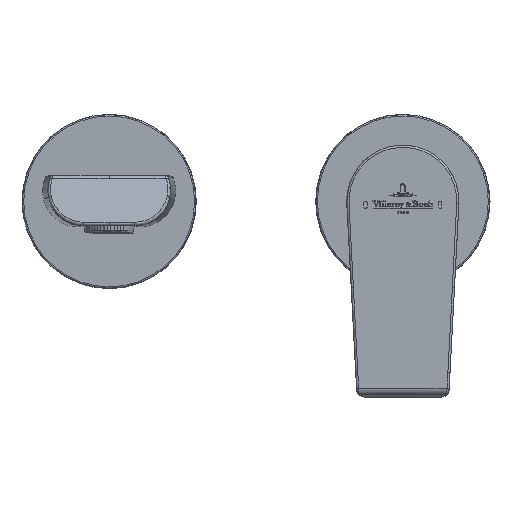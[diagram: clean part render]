
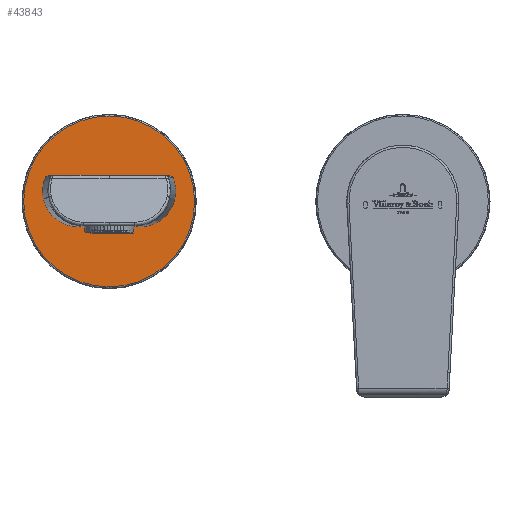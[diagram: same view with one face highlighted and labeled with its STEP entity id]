
A CAD part, top view. The second image highlights one B-rep face of the part: STEP entity #43843.
In plain terms, the highlighted planar face has unit normal (0, 0, 1).
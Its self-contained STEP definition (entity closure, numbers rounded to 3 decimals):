
#26813=CARTESIAN_POINT('',(-110.007,-9.475,77.));
#26814=CARTESIAN_POINT('',(-113.861,-9.472,77.));
#26815=CARTESIAN_POINT('',(-117.716,-9.469,77.));
#26816=CARTESIAN_POINT('',(-121.57,-9.466,77.));
#26829=CARTESIAN_POINT('',(-121.57,-9.466,77.));
#26830=CARTESIAN_POINT('',(-123.073,-9.465,
77.));
#26831=CARTESIAN_POINT('',(-126.079,-8.949,
77.));
#26832=CARTESIAN_POINT('',(-130.075,-6.723,
77.));
#26833=CARTESIAN_POINT('',(-133.109,-3.3,
77.));
#26834=CARTESIAN_POINT('',(-134.261,-0.476,
77.));
#26835=CARTESIAN_POINT('',(-134.585,0.992,77.));
#26873=CARTESIAN_POINT('',(-110.,0.,77.));
#26874=DIRECTION('',(0.,0.,1.));
#26875=DIRECTION('',(0.,1.,0.));
#26876=AXIS2_PLACEMENT_3D('',#26873,#26874,#26875);
#26878=CARTESIAN_POINT('',(-110.,0.,77.));
#26879=DIRECTION('',(0.,0.,1.));
#26880=DIRECTION('',(0.,-1.,0.));
#26881=AXIS2_PLACEMENT_3D('',#26878,#26879,#26880);
#26921=DIRECTION('',(1.,-0.001,0.));
#26922=VECTOR('',#26921,23.005);
#26923=CARTESIAN_POINT('',(-132.998,9.487,
77.));
#26924=LINE('',#26923,#26922);
#26936=DIRECTION('',(1.,-0.001,0.));
#26937=VECTOR('',#26936,23.005);
#26938=CARTESIAN_POINT('',(-109.993,9.47,77.));
#26939=LINE('',#26938,#26937);
#26956=CARTESIAN_POINT('',(-86.987,9.453,
77.));
#26957=CARTESIAN_POINT('',(-86.908,9.452,
77.));
#26958=CARTESIAN_POINT('',(-86.752,9.434,77.));
#26959=CARTESIAN_POINT('',(-86.527,9.351,77.));
#26960=CARTESIAN_POINT('',(-86.327,9.215,
77.));
#26961=CARTESIAN_POINT('',(-86.167,9.039,
77.));
#26962=CARTESIAN_POINT('',(-86.091,8.901,
77.));
#26963=CARTESIAN_POINT('',(-86.061,8.827,
77.));
#26970=CARTESIAN_POINT('',(-86.061,8.827,
77.));
#26971=CARTESIAN_POINT('',(-85.564,7.596,
77.));
#26972=CARTESIAN_POINT('',(-84.941,4.983,
77.));
#26973=CARTESIAN_POINT('',(-85.118,2.304,
77.));
#26974=CARTESIAN_POINT('',(-85.402,1.007,77.));
#27004=CARTESIAN_POINT('',(-85.402,1.007,77.));
#27005=CARTESIAN_POINT('',(-85.405,0.99,77.));
#27006=CARTESIAN_POINT('',(-85.409,0.972,77.));
#27007=CARTESIAN_POINT('',(-85.413,0.955,77.));
#27021=CARTESIAN_POINT('',(-85.413,0.955,77.));
#27022=CARTESIAN_POINT('',(-85.74,-0.512,
77.));
#27023=CARTESIAN_POINT('',(-86.896,-3.335,
77.));
#27024=CARTESIAN_POINT('',(-89.935,-6.753,
77.));
#27025=CARTESIAN_POINT('',(-93.935,-8.973,
77.));
#27026=CARTESIAN_POINT('',(-96.941,-9.484,
77.));
#27027=CARTESIAN_POINT('',(-98.445,-9.483,77.));
#27086=CARTESIAN_POINT('',(-98.445,-9.483,77.));
#27087=CARTESIAN_POINT('',(-102.299,-9.48,77.));
#27088=CARTESIAN_POINT('',(-106.153,-9.478,77.));
#27089=CARTESIAN_POINT('',(-110.007,-9.475,77.));
#27251=CARTESIAN_POINT('',(-134.585,0.992,77.));
#27252=CARTESIAN_POINT('',(-134.589,1.009,77.));
#27253=CARTESIAN_POINT('',(-134.593,1.027,77.));
#27254=CARTESIAN_POINT('',(-134.597,1.044,77.));
#27268=CARTESIAN_POINT('',(-134.597,1.044,77.));
#27269=CARTESIAN_POINT('',(-134.879,2.342,
77.));
#27270=CARTESIAN_POINT('',(-135.051,5.021,
77.));
#27271=CARTESIAN_POINT('',(-134.425,7.632,
77.));
#27272=CARTESIAN_POINT('',(-133.926,8.863,
77.));
#27301=CARTESIAN_POINT('',(-133.926,8.863,
77.));
#27302=CARTESIAN_POINT('',(-133.896,8.937,
77.));
#27303=CARTESIAN_POINT('',(-133.82,9.075,
77.));
#27304=CARTESIAN_POINT('',(-133.659,9.251,
77.));
#27305=CARTESIAN_POINT('',(-133.459,9.386,77.));
#27306=CARTESIAN_POINT('',(-133.233,9.469,77.));
#27307=CARTESIAN_POINT('',(-133.078,9.487,
77.));
#27308=CARTESIAN_POINT('',(-132.998,9.487,
77.));
#36471=CARTESIAN_POINT('',(-110.,32.009,77.));
#36472=CARTESIAN_POINT('',(-110.,-32.009,77.));
#36473=VERTEX_POINT('',#36471);
#36474=VERTEX_POINT('',#36472);
#40655=CARTESIAN_POINT('',(-132.998,9.487,
77.));
#40656=CARTESIAN_POINT('',(-109.993,9.47,77.));
#40657=VERTEX_POINT('',#40655);
#40658=VERTEX_POINT('',#40656);
#40659=VERTEX_POINT('',#26813);
#40660=VERTEX_POINT('',#26816);
#40661=VERTEX_POINT('',#27268);
#40662=VERTEX_POINT('',#27272);
#40663=VERTEX_POINT('',#27251);
#40664=CARTESIAN_POINT('',(-86.987,9.453,
77.));
#40665=VERTEX_POINT('',#40664);
#40666=VERTEX_POINT('',#26970);
#40667=VERTEX_POINT('',#26974);
#40668=VERTEX_POINT('',#27007);
#40669=VERTEX_POINT('',#27027);
#43808=CARTESIAN_POINT('',(-110.,0.,77.));
#43809=DIRECTION('',(0.,0.,-1.));
#43810=DIRECTION('',(0.,1.,0.));
#43811=AXIS2_PLACEMENT_3D('',#43808,#43809,#43810);
#43812=PLANE('',#43811);
#43814=ORIENTED_EDGE('',*,*,#43813,.F.);
#43816=ORIENTED_EDGE('',*,*,#43815,.F.);
#43817=EDGE_LOOP('',(#43814,#43816));
#43818=FACE_OUTER_BOUND('',#43817,.F.);
#43820=ORIENTED_EDGE('',*,*,#43819,.F.);
#43822=ORIENTED_EDGE('',*,*,#43821,.F.);
#43824=ORIENTED_EDGE('',*,*,#43823,.F.);
#43826=ORIENTED_EDGE('',*,*,#43825,.F.);
#43827=ORIENTED_EDGE('',*,*,#43788,.F.);
#43828=ORIENTED_EDGE('',*,*,#43736,.F.);
#43830=ORIENTED_EDGE('',*,*,#43829,.F.);
#43832=ORIENTED_EDGE('',*,*,#43831,.F.);
#43834=ORIENTED_EDGE('',*,*,#43833,.F.);
#43836=ORIENTED_EDGE('',*,*,#43835,.F.);
#43838=ORIENTED_EDGE('',*,*,#43837,.F.);
#43840=ORIENTED_EDGE('',*,*,#43839,.F.);
#43841=EDGE_LOOP('',(#43820,#43822,#43824,#43826,#43827,#43828,#43830,#43832,
#43834,#43836,#43838,#43840));
#43842=FACE_BOUND('',#43841,.F.);
#26817=B_SPLINE_CURVE_WITH_KNOTS('',3,(#26813,#26814,#26815,#26816),
.UNSPECIFIED.,.F.,.F.,(4,4),(0.,1.),.UNSPECIFIED.);
#26836=B_SPLINE_CURVE_WITH_KNOTS('',3,(#26829,#26830,#26831,#26832,#26833,
#26834,#26835),.UNSPECIFIED.,.F.,.F.,(4,1,1,1,4),(0.,0.25,0.5,0.75,
1.),.UNSPECIFIED.);
#26877=CIRCLE('',#26876,32.009);
#26882=CIRCLE('',#26881,32.009);
#26964=B_SPLINE_CURVE_WITH_KNOTS('',3,(#26956,#26957,#26958,#26959,#26960,
#26961,#26962,#26963),.UNSPECIFIED.,.F.,.F.,(4,1,1,1,1,4),(0.,0.2,0.4,
0.6,0.8,1.),.UNSPECIFIED.);
#26975=B_SPLINE_CURVE_WITH_KNOTS('',3,(#26970,#26971,#26972,#26973,#26974),
.UNSPECIFIED.,.F.,.F.,(4,1,4),(0.,0.5,1.),.UNSPECIFIED.);
#27008=B_SPLINE_CURVE_WITH_KNOTS('',3,(#27004,#27005,#27006,#27007),
.UNSPECIFIED.,.F.,.F.,(4,4),(0.,1.),.UNSPECIFIED.);
#27028=B_SPLINE_CURVE_WITH_KNOTS('',3,(#27021,#27022,#27023,#27024,#27025,
#27026,#27027),.UNSPECIFIED.,.F.,.F.,(4,1,1,1,4),(0.,0.25,0.5,0.75,
1.),.UNSPECIFIED.);
#27090=B_SPLINE_CURVE_WITH_KNOTS('',3,(#27086,#27087,#27088,#27089),
.UNSPECIFIED.,.F.,.F.,(4,4),(0.,1.),.UNSPECIFIED.);
#27255=B_SPLINE_CURVE_WITH_KNOTS('',3,(#27251,#27252,#27253,#27254),
.UNSPECIFIED.,.F.,.F.,(4,4),(0.,1.),.UNSPECIFIED.);
#27273=B_SPLINE_CURVE_WITH_KNOTS('',3,(#27268,#27269,#27270,#27271,#27272),
.UNSPECIFIED.,.F.,.F.,(4,1,4),(0.,0.5,1.),.UNSPECIFIED.);
#27309=B_SPLINE_CURVE_WITH_KNOTS('',3,(#27301,#27302,#27303,#27304,#27305,
#27306,#27307,#27308),.UNSPECIFIED.,.F.,.F.,(4,1,1,1,1,4),(0.,0.2,0.4,
0.6,0.8,1.),.UNSPECIFIED.);
#43736=EDGE_CURVE('',#40659,#40660,#26817,.T.);
#43788=EDGE_CURVE('',#40660,#40663,#26836,.T.);
#43813=EDGE_CURVE('',#36473,#36474,#26877,.T.);
#43815=EDGE_CURVE('',#36474,#36473,#26882,.T.);
#43819=EDGE_CURVE('',#40657,#40658,#26924,.T.);
#43821=EDGE_CURVE('',#40662,#40657,#27309,.T.);
#43823=EDGE_CURVE('',#40661,#40662,#27273,.T.);
#43825=EDGE_CURVE('',#40663,#40661,#27255,.T.);
#43829=EDGE_CURVE('',#40669,#40659,#27090,.T.);
#43831=EDGE_CURVE('',#40668,#40669,#27028,.T.);
#43833=EDGE_CURVE('',#40667,#40668,#27008,.T.);
#43835=EDGE_CURVE('',#40666,#40667,#26975,.T.);
#43837=EDGE_CURVE('',#40665,#40666,#26964,.T.);
#43839=EDGE_CURVE('',#40658,#40665,#26939,.T.);
#43843=ADVANCED_FACE('',(#43818,#43842),#43812,.F.);
